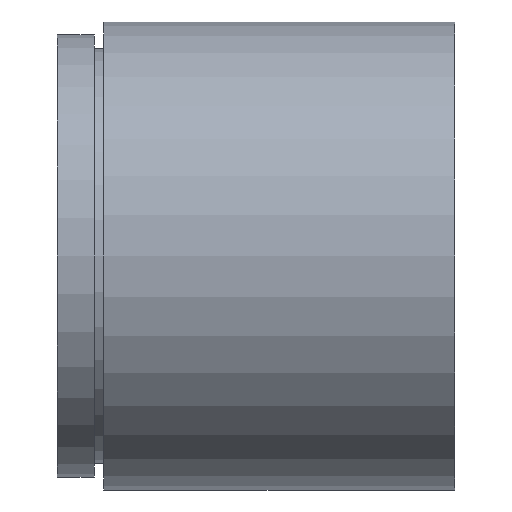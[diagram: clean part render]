
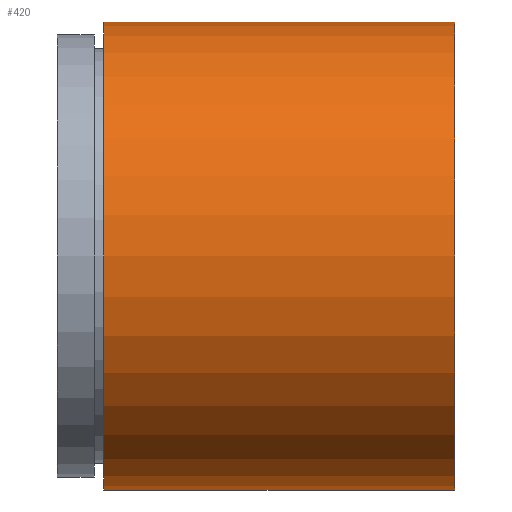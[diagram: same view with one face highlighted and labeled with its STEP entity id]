
A CAD part, left-side view. The second image highlights one B-rep face of the part: STEP entity #420.
In plain terms, the highlighted cylindrical face has radius 25.4 mm (diameter 50.8 mm), a partial arc.
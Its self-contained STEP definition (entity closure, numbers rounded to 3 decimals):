
#38 = DIRECTION ( 'NONE',  ( 0., 0., 1. ) ) ;
#39 = AXIS2_PLACEMENT_3D ( 'NONE', #577, #508, #568 ) ;
#89 = DIRECTION ( 'NONE',  ( 0., 0., 1. ) ) ;
#152 = DIRECTION ( 'NONE',  ( 0., 1., 0. ) ) ;
#160 = DIRECTION ( 'NONE',  ( 0., 1., 0. ) ) ;
#167 = ORIENTED_EDGE ( 'NONE', *, *, #280, .F. ) ;
#249 = VERTEX_POINT ( 'NONE', #597 ) ;
#252 = VERTEX_POINT ( 'NONE', #782 ) ;
#267 = CARTESIAN_POINT ( 'NONE',  ( 0., 38.1, 25.4 ) ) ;
#280 = EDGE_CURVE ( 'NONE', #249, #252, #503, .T. ) ;
#314 = LINE ( 'NONE', #743, #679 ) ;
#315 = EDGE_CURVE ( 'NONE', #252, #750, #553, .T. ) ;
#319 = DIRECTION ( 'NONE',  ( 0., 1., 0. ) ) ;
#365 = VECTOR ( 'NONE', #152, 1000. ) ;
#408 = ORIENTED_EDGE ( 'NONE', *, *, #676, .T. ) ;
#409 = ORIENTED_EDGE ( 'NONE', *, *, #578, .T. ) ;
#412 = DIRECTION ( 'NONE',  ( 0., 1., 0. ) ) ;
#420 = ADVANCED_FACE ( 'NONE', ( #632 ), #651, .T. ) ;
#503 = LINE ( 'NONE', #600, #365 ) ;
#508 = DIRECTION ( 'NONE',  ( 0., 1., 0. ) ) ;
#517 = ORIENTED_EDGE ( 'NONE', *, *, #315, .F. ) ;
#523 = AXIS2_PLACEMENT_3D ( 'NONE', #677, #160, #38 ) ;
#553 = CIRCLE ( 'NONE', #714, 25.4 ) ;
#563 = EDGE_LOOP ( 'NONE', ( #167, #408, #409, #517 ) ) ;
#568 = DIRECTION ( 'NONE',  ( 0., 0., 1. ) ) ;
#577 = CARTESIAN_POINT ( 'NONE',  ( 0., 0., 0. ) ) ;
#578 = EDGE_CURVE ( 'NONE', #732, #750, #314, .T. ) ;
#592 = CARTESIAN_POINT ( 'NONE',  ( 0., 38.1, 0. ) ) ;
#597 = CARTESIAN_POINT ( 'NONE',  ( 0., 0., -25.4 ) ) ;
#600 = CARTESIAN_POINT ( 'NONE',  ( 0., 161.376, -25.4 ) ) ;
#632 = FACE_OUTER_BOUND ( 'NONE', #563, .T. ) ;
#651 = CYLINDRICAL_SURFACE ( 'NONE', #523, 25.4 ) ;
#660 = CIRCLE ( 'NONE', #39, 25.4 ) ;
#676 = EDGE_CURVE ( 'NONE', #249, #732, #660, .T. ) ;
#677 = CARTESIAN_POINT ( 'NONE',  ( 0., 161.376, 0. ) ) ;
#679 = VECTOR ( 'NONE', #319, 1000. ) ;
#714 = AXIS2_PLACEMENT_3D ( 'NONE', #592, #412, #89 ) ;
#732 = VERTEX_POINT ( 'NONE', #760 ) ;
#743 = CARTESIAN_POINT ( 'NONE',  ( 0., 161.376, 25.4 ) ) ;
#750 = VERTEX_POINT ( 'NONE', #267 ) ;
#760 = CARTESIAN_POINT ( 'NONE',  ( 0., 0., 25.4 ) ) ;
#782 = CARTESIAN_POINT ( 'NONE',  ( 0., 38.1, -25.4 ) ) ;
